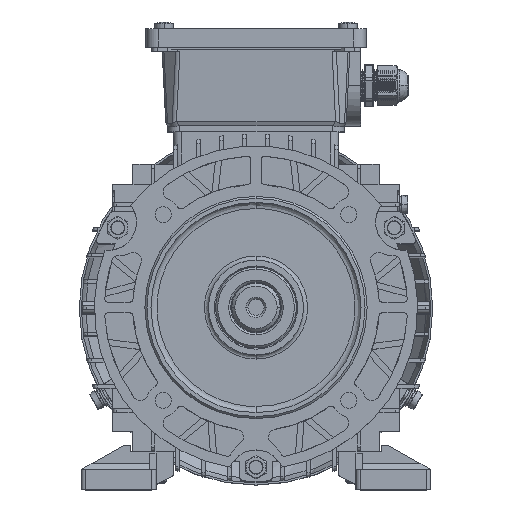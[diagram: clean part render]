
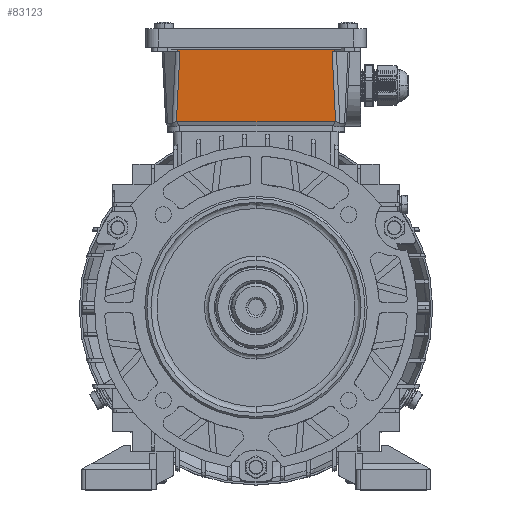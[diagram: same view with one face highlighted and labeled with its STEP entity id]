
A CAD part, top view. The second image highlights one B-rep face of the part: STEP entity #83123.
In plain terms, the highlighted planar face has unit normal (0, -0.05, 0.999).
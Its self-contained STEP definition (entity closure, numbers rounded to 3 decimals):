
#668 = DIRECTION ( 'NONE',  ( -0.05, 0.998, 0.05 ) ) ;
#3594 = ORIENTED_EDGE ( 'NONE', *, *, #286006, .T. ) ;
#10609 = CARTESIAN_POINT ( 'NONE',  ( -119.313, 112.913, 126.893 ) ) ;
#12488 = VERTEX_POINT ( 'NONE', #18921 ) ;
#13696 = ORIENTED_EDGE ( 'NONE', *, *, #282320, .T. ) ;
#18921 = CARTESIAN_POINT ( 'NONE',  ( -40.631, 112.911, 126.892 ) ) ;
#21693 = LINE ( 'NONE', #334756, #240973 ) ;
#23870 = CARTESIAN_POINT ( 'NONE',  ( -119.202, 112.911, 126.892 ) ) ;
#24395 = CARTESIAN_POINT ( 'NONE',  ( -41.074, 148.888, 128.691 ) ) ;
#30514 = VECTOR ( 'NONE', #46422, 1000. ) ;
#35369 = CARTESIAN_POINT ( 'NONE',  ( -119.302, 113.128, 126.903 ) ) ;
#39881 = CARTESIAN_POINT ( 'NONE',  ( -40.521, 112.913, 126.893 ) ) ;
#41030 = CARTESIAN_POINT ( 'NONE',  ( -40.558, 112.911, 126.892 ) ) ;
#45688 = CARTESIAN_POINT ( 'NONE',  ( -40.631, 112.911, 126.892 ) ) ;
#46422 = DIRECTION ( 'NONE',  ( 0.05, 0.998, 0.05 ) ) ;
#59960 = DIRECTION ( 'NONE',  ( 1., 0., 0. ) ) ;
#65037 = LINE ( 'NONE', #35369, #326595 ) ;
#65268 = VERTEX_POINT ( 'NONE', #172008 ) ;
#79299 = CARTESIAN_POINT ( 'NONE',  ( -119.313, 112.913, 126.893 ) ) ;
#83123 = ADVANCED_FACE ( 'NONE', ( #91276 ), #131181, .F. ) ;
#87304 = EDGE_CURVE ( 'NONE', #12488, #283920, #116361, .T. ) ;
#88473 = DIRECTION ( 'NONE',  ( -0.05, -0.998, -0.05 ) ) ;
#91276 = FACE_OUTER_BOUND ( 'NONE', #248084, .T. ) ;
#96376 = EDGE_CURVE ( 'NONE', #65268, #259619, #228796, .T. ) ;
#106086 = EDGE_CURVE ( 'NONE', #12488, #204303, #334827, .T. ) ;
#106405 = CARTESIAN_POINT ( 'NONE',  ( -14.667, 216.655, 132.08 ) ) ;
#114860 = VERTEX_POINT ( 'NONE', #232764 ) ;
#116361 = LINE ( 'NONE', #200655, #335947 ) ;
#119826 = EDGE_CURVE ( 'NONE', #242165, #114860, #266132, .T. ) ;
#126615 = VECTOR ( 'NONE', #197460, 1000. ) ;
#128648 = CARTESIAN_POINT ( 'NONE',  ( -45.631, 215.11, 132.002 ) ) ;
#131181 = PLANE ( 'NONE',  #341595 ) ;
#132360 = CARTESIAN_POINT ( 'NONE',  ( -119.276, 112.911, 126.892 ) ) ;
#133535 = DIRECTION ( 'NONE',  ( 0., -0.999, -0.05 ) ) ;
#134666 = CARTESIAN_POINT ( 'NONE',  ( -117.563, 147.911, 128.642 ) ) ;
#135265 = DIRECTION ( 'NONE',  ( -0.05, 0.998, 0.05 ) ) ;
#138865 = VECTOR ( 'NONE', #135265, 1000. ) ;
#158395 = CARTESIAN_POINT ( 'NONE',  ( -115.121, 221.665, 132.33 ) ) ;
#159496 = DIRECTION ( 'NONE',  ( 0., 0.05, -0.999 ) ) ;
#169283 = VECTOR ( 'NONE', #668, 1000. ) ;
#172008 = CARTESIAN_POINT ( 'NONE',  ( -118.809, 147.911, 128.642 ) ) ;
#176163 = ORIENTED_EDGE ( 'NONE', *, *, #96376, .F. ) ;
#181176 = LINE ( 'NONE', #128648, #138865 ) ;
#182723 = CARTESIAN_POINT ( 'NONE',  ( -42.271, 147.911, 128.642 ) ) ;
#182879 = VERTEX_POINT ( 'NONE', #24395 ) ;
#184546 = ORIENTED_EDGE ( 'NONE', *, *, #106086, .T. ) ;
#189227 = VERTEX_POINT ( 'NONE', #10609 ) ;
#194326 = CARTESIAN_POINT ( 'NONE',  ( -14.667, 147.911, 128.642 ) ) ;
#197460 = DIRECTION ( 'NONE',  ( 1., 0., 0. ) ) ;
#200655 = CARTESIAN_POINT ( 'NONE',  ( -14.667, 112.911, 126.892 ) ) ;
#203832 = DIRECTION ( 'NONE',  ( -1., 0., 0. ) ) ;
#204303 = VERTEX_POINT ( 'NONE', #39881 ) ;
#206838 = VERTEX_POINT ( 'NONE', #134666 ) ;
#211345 = CARTESIAN_POINT ( 'NONE',  ( -119.239, 112.911, 126.892 ) ) ;
#215296 = CARTESIAN_POINT ( 'NONE',  ( -44.388, 215.172, 132.005 ) ) ;
#217704 = CARTESIAN_POINT ( 'NONE',  ( -14.667, 147.911, 128.642 ) ) ;
#224358 = CARTESIAN_POINT ( 'NONE',  ( -119.202, 112.911, 126.892 ) ) ;
#227807 = DIRECTION ( 'NONE',  ( -1., 0., 0. ) ) ;
#228203 =( BOUNDED_CURVE ( )  B_SPLINE_CURVE ( 3, ( #79299, #132360, #211345, #23870 ),
 .UNSPECIFIED., .F., .F. ) 
 B_SPLINE_CURVE_WITH_KNOTS ( ( 4, 4 ),
 ( 6.103, 6.12 ),
 .UNSPECIFIED. ) 
 CURVE ( )  GEOMETRIC_REPRESENTATION_ITEM ( )  RATIONAL_B_SPLINE_CURVE ( ( 1., 1., 1., 1. ) ) 
 REPRESENTATION_ITEM ( '' )  );
#228796 = LINE ( 'NONE', #158395, #30514 ) ;
#232764 = CARTESIAN_POINT ( 'NONE',  ( -41.025, 147.911, 128.642 ) ) ;
#233271 = ORIENTED_EDGE ( 'NONE', *, *, #248535, .T. ) ;
#233764 = CARTESIAN_POINT ( 'NONE',  ( -118.76, 148.888, 128.691 ) ) ;
#235153 = ORIENTED_EDGE ( 'NONE', *, *, #263369, .T. ) ;
#240973 = VECTOR ( 'NONE', #203832, 1000. ) ;
#242165 = VERTEX_POINT ( 'NONE', #182723 ) ;
#248084 = EDGE_LOOP ( 'NONE', ( #176163, #259543, #235153, #13696, #258007, #184546, #322448, #265858, #233271, #3594 ) ) ;
#248535 = EDGE_CURVE ( 'NONE', #114860, #182879, #342156, .T. ) ;
#251899 = EDGE_CURVE ( 'NONE', #204303, #242165, #181176, .T. ) ;
#258007 = ORIENTED_EDGE ( 'NONE', *, *, #87304, .F. ) ;
#259202 = CARTESIAN_POINT ( 'NONE',  ( -40.521, 112.913, 126.893 ) ) ;
#259543 = ORIENTED_EDGE ( 'NONE', *, *, #316758, .T. ) ;
#259619 = VERTEX_POINT ( 'NONE', #233764 ) ;
#263369 = EDGE_CURVE ( 'NONE', #206838, #189227, #65037, .T. ) ;
#265858 = ORIENTED_EDGE ( 'NONE', *, *, #119826, .T. ) ;
#266132 = LINE ( 'NONE', #217704, #126615 ) ;
#282320 = EDGE_CURVE ( 'NONE', #189227, #283920, #228203, .T. ) ;
#283920 = VERTEX_POINT ( 'NONE', #224358 ) ;
#286006 = EDGE_CURVE ( 'NONE', #182879, #259619, #21693, .T. ) ;
#296815 = LINE ( 'NONE', #194326, #321820 ) ;
#314586 = CARTESIAN_POINT ( 'NONE',  ( -40.595, 112.911, 126.892 ) ) ;
#316758 = EDGE_CURVE ( 'NONE', #65268, #206838, #296815, .T. ) ;
#321820 = VECTOR ( 'NONE', #59960, 1000. ) ;
#322448 = ORIENTED_EDGE ( 'NONE', *, *, #251899, .T. ) ;
#326595 = VECTOR ( 'NONE', #88473, 1000. ) ;
#334756 = CARTESIAN_POINT ( 'NONE',  ( -14.667, 148.888, 128.691 ) ) ;
#334827 =( BOUNDED_CURVE ( )  B_SPLINE_CURVE ( 3, ( #45688, #314586, #41030, #259202 ),
 .UNSPECIFIED., .F., .T. ) 
 B_SPLINE_CURVE_WITH_KNOTS ( ( 4, 4 ),
 ( 3.305, 3.321 ),
 .UNSPECIFIED. ) 
 CURVE ( )  GEOMETRIC_REPRESENTATION_ITEM ( )  RATIONAL_B_SPLINE_CURVE ( ( 1., 1., 1., 1. ) ) 
 REPRESENTATION_ITEM ( '' )  );
#335947 = VECTOR ( 'NONE', #227807, 1000. ) ;
#341595 = AXIS2_PLACEMENT_3D ( 'NONE', #106405, #159496, #133535 ) ;
#342156 = LINE ( 'NONE', #215296, #169283 ) ;
